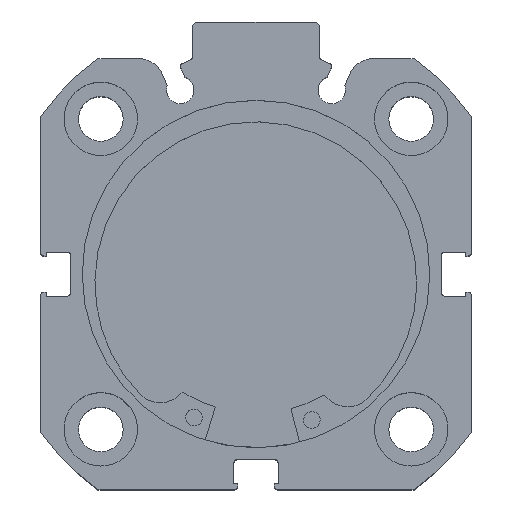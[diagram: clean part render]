
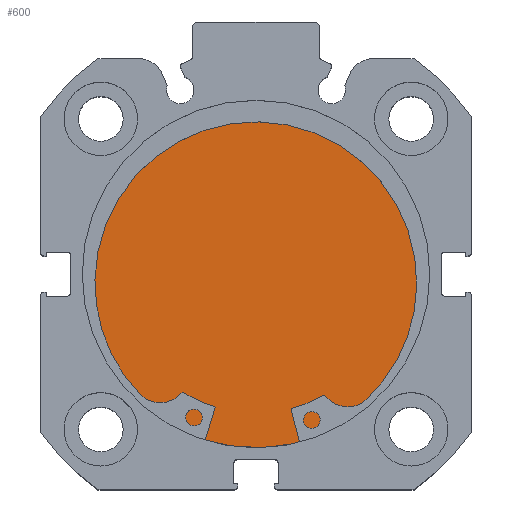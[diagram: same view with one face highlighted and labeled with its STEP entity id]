
A CAD part, top view. The second image highlights one B-rep face of the part: STEP entity #600.
In plain terms, the highlighted face is planar.
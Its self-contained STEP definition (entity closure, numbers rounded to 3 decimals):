
#30 = CARTESIAN_POINT ( 'NONE',  ( 9., 0., -26. ) ) ;
#31 = CARTESIAN_POINT ( 'NONE',  ( 9., 0., 26. ) ) ;
#600 = ADVANCED_FACE ( 'NONE', ( #3384 ), #4015, .F. ) ;
#837 = DIRECTION ( 'NONE',  ( 0., 0., 1. ) ) ;
#838 = DIRECTION ( 'NONE',  ( -1., 0., 0. ) ) ;
#841 = CARTESIAN_POINT ( 'NONE',  ( 9., 0., 0. ) ) ;
#976 = DIRECTION ( 'NONE',  ( 0., 0., 1. ) ) ;
#980 = DIRECTION ( 'NONE',  ( -1., 0., 0. ) ) ;
#981 = CARTESIAN_POINT ( 'NONE',  ( 9., 0., 0. ) ) ;
#1747 = AXIS2_PLACEMENT_3D ( 'NONE', #4019, #4006, #4002 ) ;
#1892 = EDGE_CURVE ( 'NONE', #2320, #2319, #4378, .T. ) ;
#2235 = EDGE_CURVE ( 'NONE', #2319, #2320, #4461, .T. ) ;
#2319 = VERTEX_POINT ( 'NONE', #31 ) ;
#2320 = VERTEX_POINT ( 'NONE', #30 ) ;
#2635 = ORIENTED_EDGE ( 'NONE', *, *, #2235, .F. ) ;
#2663 = ORIENTED_EDGE ( 'NONE', *, *, #1892, .F. ) ;
#3309 = EDGE_LOOP ( 'NONE', ( #2635, #2663 ) ) ;
#3384 = FACE_OUTER_BOUND ( 'NONE', #3309, .T. ) ;
#4002 = DIRECTION ( 'NONE',  ( 0., 0., 1. ) ) ;
#4006 = DIRECTION ( 'NONE',  ( -1., 0., 0. ) ) ;
#4015 = PLANE ( 'NONE',  #1747 ) ;
#4019 = CARTESIAN_POINT ( 'NONE',  ( 9., 26., 0. ) ) ;
#4378 = CIRCLE ( 'NONE', #5012, 26. ) ;
#4461 = CIRCLE ( 'NONE', #5031, 26. ) ;
#5012 = AXIS2_PLACEMENT_3D ( 'NONE', #981, #980, #976 ) ;
#5031 = AXIS2_PLACEMENT_3D ( 'NONE', #841, #838, #837 ) ;
